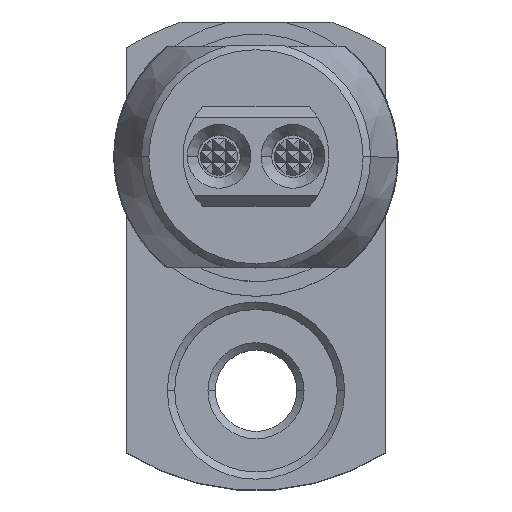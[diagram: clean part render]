
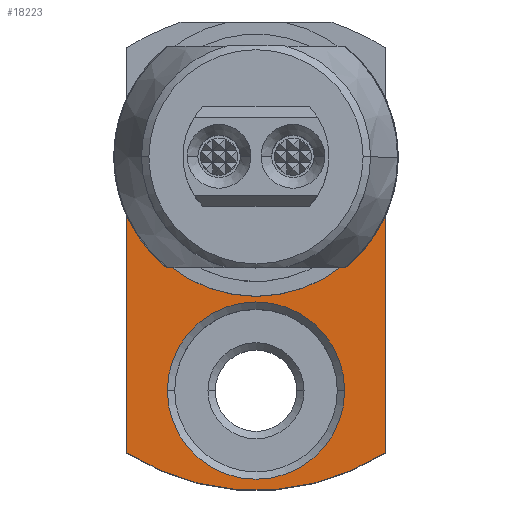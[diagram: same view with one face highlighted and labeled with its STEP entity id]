
A CAD part, top view. The second image highlights one B-rep face of the part: STEP entity #18223.
In plain terms, the highlighted planar face has unit normal (0, 0, 1).
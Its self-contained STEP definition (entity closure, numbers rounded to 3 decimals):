
#352 = AXIS2_PLACEMENT_3D ( 'NONE', #7686, #953, #14554 ) ;
#597 = CIRCLE ( 'NONE', #6623, 2.4 ) ;
#953 = DIRECTION ( 'NONE',  ( 0., 0., -1. ) ) ;
#1368 = ORIENTED_EDGE ( 'NONE', *, *, #7179, .F. ) ;
#1765 = VERTEX_POINT ( 'NONE', #20422 ) ;
#2187 = EDGE_CURVE ( 'NONE', #5753, #4995, #18181, .T. ) ;
#2189 = FACE_BOUND ( 'NONE', #2936, .T. ) ;
#2936 = EDGE_LOOP ( 'NONE', ( #10365, #12177 ) ) ;
#3542 = DIRECTION ( 'NONE',  ( -1., 0., 0. ) ) ;
#3654 = LINE ( 'NONE', #19039, #14563 ) ;
#3921 = EDGE_CURVE ( 'NONE', #19427, #14345, #8299, .T. ) ;
#3977 = DIRECTION ( 'NONE',  ( 0., 1., 0. ) ) ;
#4331 = AXIS2_PLACEMENT_3D ( 'NONE', #4498, #7551, #11050 ) ;
#4390 = CIRCLE ( 'NONE', #16936, 3.75 ) ;
#4425 = DIRECTION ( 'NONE',  ( -1., 0., 0. ) ) ;
#4498 = CARTESIAN_POINT ( 'NONE',  ( 0., -3.8, 0. ) ) ;
#4915 = CARTESIAN_POINT ( 'NONE',  ( 0., -3.8, 0. ) ) ;
#4995 = VERTEX_POINT ( 'NONE', #10490 ) ;
#5660 = PLANE ( 'NONE',  #352 ) ;
#5753 = VERTEX_POINT ( 'NONE', #6856 ) ;
#5922 = EDGE_CURVE ( 'NONE', #14345, #19427, #597, .T. ) ;
#6623 = AXIS2_PLACEMENT_3D ( 'NONE', #4915, #21984, #3542 ) ;
#6856 = CARTESIAN_POINT ( 'NONE',  ( 3.5, -5.477, 0. ) ) ;
#7179 = EDGE_CURVE ( 'NONE', #7352, #1765, #4390, .T. ) ;
#7352 = VERTEX_POINT ( 'NONE', #16989 ) ;
#7551 = DIRECTION ( 'NONE',  ( 0., 0., -1. ) ) ;
#7686 = CARTESIAN_POINT ( 'NONE',  ( 0., 0., 0. ) ) ;
#7923 = VECTOR ( 'NONE', #8369, 1000. ) ;
#8299 = CIRCLE ( 'NONE', #4331, 2.4 ) ;
#8369 = DIRECTION ( 'NONE',  ( 0., -1., 0. ) ) ;
#9824 = CARTESIAN_POINT ( 'NONE',  ( 3.5, -5.477, 0. ) ) ;
#9945 = AXIS2_PLACEMENT_3D ( 'NONE', #16127, #19927, #4425 ) ;
#10365 = ORIENTED_EDGE ( 'NONE', *, *, #5922, .T. ) ;
#10490 = CARTESIAN_POINT ( 'NONE',  ( -3.5, -5.477, 0. ) ) ;
#11050 = DIRECTION ( 'NONE',  ( -1., 0., 0. ) ) ;
#12177 = ORIENTED_EDGE ( 'NONE', *, *, #3921, .T. ) ;
#13836 = EDGE_CURVE ( 'NONE', #1765, #5753, #21827, .T. ) ;
#14221 = FACE_OUTER_BOUND ( 'NONE', #15929, .T. ) ;
#14345 = VERTEX_POINT ( 'NONE', #18523 ) ;
#14554 = DIRECTION ( 'NONE',  ( -1., 0., 0. ) ) ;
#14563 = VECTOR ( 'NONE', #17704, 1000. ) ;
#14878 = ORIENTED_EDGE ( 'NONE', *, *, #2187, .F. ) ;
#15905 = DIRECTION ( 'NONE',  ( 0., 0., 1. ) ) ;
#15929 = EDGE_LOOP ( 'NONE', ( #1368, #18010, #14878, #17423 ) ) ;
#16127 = CARTESIAN_POINT ( 'NONE',  ( 0., 0., 0. ) ) ;
#16287 = CARTESIAN_POINT ( 'NONE',  ( -2.4, -3.8, 0. ) ) ;
#16936 = AXIS2_PLACEMENT_3D ( 'NONE', #19475, #15905, #3977 ) ;
#16989 = CARTESIAN_POINT ( 'NONE',  ( -3.5, 1.154, 0. ) ) ;
#17423 = ORIENTED_EDGE ( 'NONE', *, *, #13836, .F. ) ;
#17704 = DIRECTION ( 'NONE',  ( 0., 1., 0. ) ) ;
#18010 = ORIENTED_EDGE ( 'NONE', *, *, #21574, .F. ) ;
#18181 = CIRCLE ( 'NONE', #9945, 6.5 ) ;
#18223 = ADVANCED_FACE ( 'NONE', ( #14221, #2189 ), #5660, .F. ) ;
#18523 = CARTESIAN_POINT ( 'NONE',  ( 2.4, -3.8, 0. ) ) ;
#19039 = CARTESIAN_POINT ( 'NONE',  ( -3.5, -5.477, 0. ) ) ;
#19427 = VERTEX_POINT ( 'NONE', #16287 ) ;
#19475 = CARTESIAN_POINT ( 'NONE',  ( 0., 2.5, 0. ) ) ;
#19927 = DIRECTION ( 'NONE',  ( 0., 0., -1. ) ) ;
#20422 = CARTESIAN_POINT ( 'NONE',  ( 3.5, 1.154, 0. ) ) ;
#21574 = EDGE_CURVE ( 'NONE', #4995, #7352, #3654, .T. ) ;
#21827 = LINE ( 'NONE', #9824, #7923 ) ;
#21984 = DIRECTION ( 'NONE',  ( 0., 0., -1. ) ) ;
